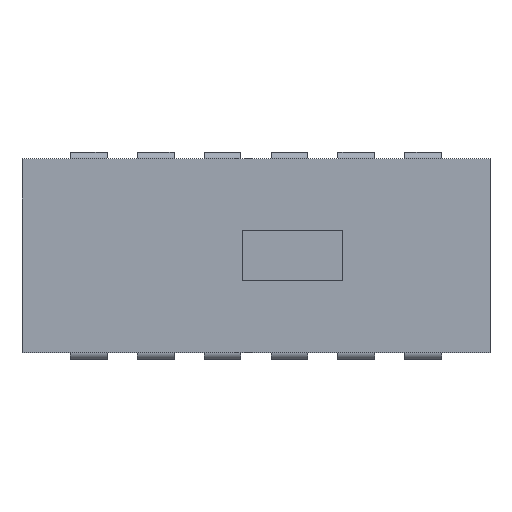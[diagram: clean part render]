
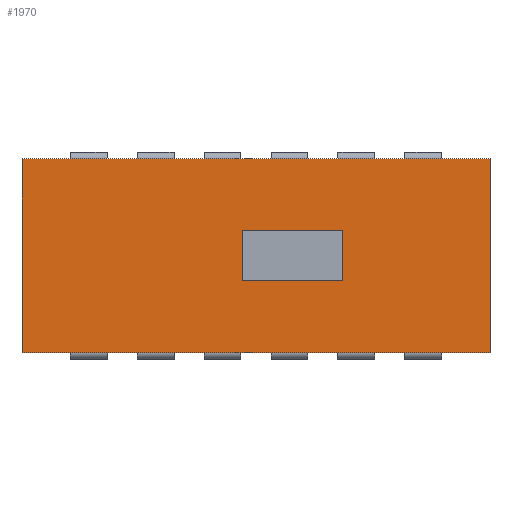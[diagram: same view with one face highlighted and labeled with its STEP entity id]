
A CAD part, top view. The second image highlights one B-rep face of the part: STEP entity #1970.
In plain terms, the highlighted planar face has unit normal (0, 0, 1).
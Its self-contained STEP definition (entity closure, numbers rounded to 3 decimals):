
#2=DIRECTION('',(0.,-1.,0.));
#3=VECTOR('',#2,7.36);
#4=CARTESIAN_POINT('',(-8.89,3.68,0.));
#5=LINE('',#4,#3);
#18=DIRECTION('',(1.,0.,0.));
#19=VECTOR('',#18,17.78);
#20=CARTESIAN_POINT('',(-8.89,3.68,0.));
#21=LINE('',#20,#19);
#22=DIRECTION('',(1.,0.,0.));
#23=VECTOR('',#22,3.81);
#24=CARTESIAN_POINT('',(-0.508,-0.953,0.));
#25=LINE('',#24,#23);
#26=DIRECTION('',(0.,1.,0.));
#27=VECTOR('',#26,1.905);
#28=CARTESIAN_POINT('',(3.302,-0.953,0.));
#29=LINE('',#28,#27);
#30=DIRECTION('',(1.,0.,0.));
#31=VECTOR('',#30,3.81);
#32=CARTESIAN_POINT('',(-0.508,0.953,0.));
#33=LINE('',#32,#31);
#34=DIRECTION('',(0.,1.,0.));
#35=VECTOR('',#34,1.905);
#36=CARTESIAN_POINT('',(-0.508,-0.953,0.));
#37=LINE('',#36,#35);
#264=DIRECTION('',(1.,0.,0.));
#265=VECTOR('',#264,17.78);
#266=CARTESIAN_POINT('',(-8.89,-3.68,0.));
#267=LINE('',#266,#265);
#478=DIRECTION('',(0.,-1.,0.));
#479=VECTOR('',#478,7.36);
#480=CARTESIAN_POINT('',(8.89,3.68,0.));
#481=LINE('',#480,#479);
#1466=CARTESIAN_POINT('',(-8.89,3.68,0.));
#1467=CARTESIAN_POINT('',(-8.89,-3.68,0.));
#1468=VERTEX_POINT('',#1466);
#1469=VERTEX_POINT('',#1467);
#1474=CARTESIAN_POINT('',(8.89,3.68,0.));
#1475=CARTESIAN_POINT('',(8.89,-3.68,0.));
#1476=VERTEX_POINT('',#1474);
#1477=VERTEX_POINT('',#1475);
#1706=CARTESIAN_POINT('',(-0.508,-0.953,0.));
#1707=CARTESIAN_POINT('',(3.302,-0.953,0.));
#1708=VERTEX_POINT('',#1706);
#1709=VERTEX_POINT('',#1707);
#1710=CARTESIAN_POINT('',(-0.508,0.953,0.));
#1711=CARTESIAN_POINT('',(3.302,0.953,0.));
#1712=VERTEX_POINT('',#1710);
#1713=VERTEX_POINT('',#1711);
#1946=CARTESIAN_POINT('',(-8.89,3.68,0.));
#1947=DIRECTION('',(0.,0.,1.));
#1948=DIRECTION('',(0.,-1.,0.));
#1949=AXIS2_PLACEMENT_3D('',#1946,#1947,#1948);
#1950=PLANE('',#1949);
#1951=ORIENTED_EDGE('',*,*,#1935,.F.);
#1953=ORIENTED_EDGE('',*,*,#1952,.T.);
#1955=ORIENTED_EDGE('',*,*,#1954,.T.);
#1957=ORIENTED_EDGE('',*,*,#1956,.F.);
#1958=EDGE_LOOP('',(#1951,#1953,#1955,#1957));
#1959=FACE_OUTER_BOUND('',#1958,.F.);
#1961=ORIENTED_EDGE('',*,*,#1960,.T.);
#1963=ORIENTED_EDGE('',*,*,#1962,.T.);
#1965=ORIENTED_EDGE('',*,*,#1964,.F.);
#1967=ORIENTED_EDGE('',*,*,#1966,.F.);
#1968=EDGE_LOOP('',(#1961,#1963,#1965,#1967));
#1969=FACE_BOUND('',#1968,.F.);
#1970=ADVANCED_FACE('',(#1959,#1969),#1950,.T.);
#1935=EDGE_CURVE('',#1468,#1469,#5,.T.);
#1952=EDGE_CURVE('',#1468,#1476,#21,.T.);
#1954=EDGE_CURVE('',#1476,#1477,#481,.T.);
#1956=EDGE_CURVE('',#1469,#1477,#267,.T.);
#1960=EDGE_CURVE('',#1708,#1709,#25,.T.);
#1962=EDGE_CURVE('',#1709,#1713,#29,.T.);
#1964=EDGE_CURVE('',#1712,#1713,#33,.T.);
#1966=EDGE_CURVE('',#1708,#1712,#37,.T.);
